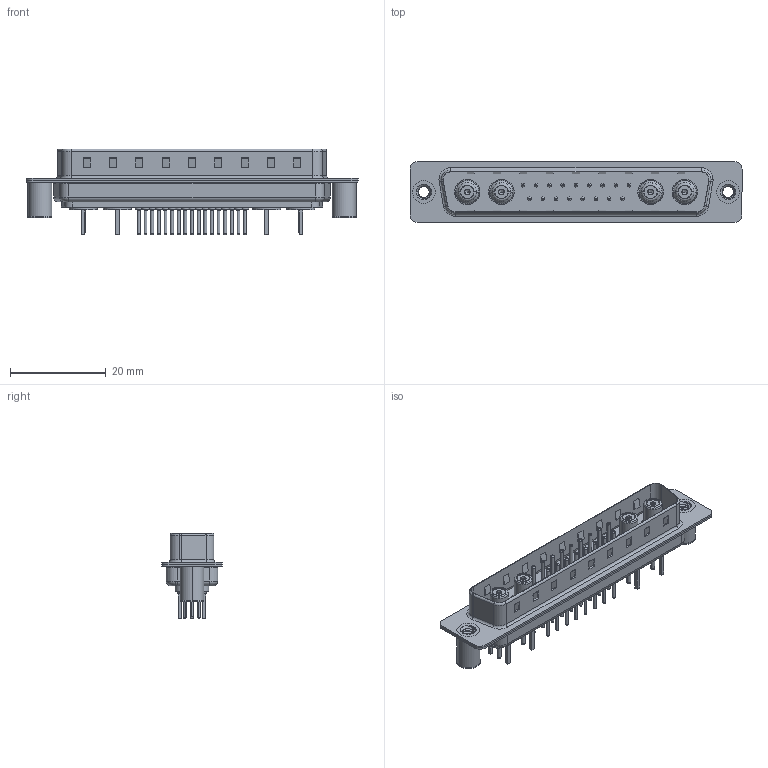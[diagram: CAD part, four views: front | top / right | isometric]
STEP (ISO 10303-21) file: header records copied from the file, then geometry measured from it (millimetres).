
FILE_DESCRIPTION (( 'STEP AP203' ), '1' );
FILE_NAME ('627-21W4624-5N3.STEP', '2019-05-30T19:28:20', ( '' ), ( '' ), 'SwSTEP 2.0', 'SolidWorks 2016', '' );
FILE_SCHEMA (( 'CONFIG_CONTROL_DESIGN' ));
Length unit declared in the file: millimetre
Products named in the file (13): Locking Collar; Socket_Str; 627Combo Housing_21W4; Co-Ax Jack Assy_S; 627Combo Shell Rear_37 Contacts; 627Combo Contact Row 1_24; 627Combo Shell Front_37 Contacts; 627Combo Contact Row 2_24; 627Combo Threaded Board Spacer_3; 627-21W4624-5N3; Co-Ax Jack_Straight PC Tail; Insulator Socket; Insulator Socket 2
Assembly tree (31 placements, depth 3):
  627-21W4624-5N3
    627Combo Housing_21W4
    627Combo Shell Rear_37 Contacts
    627Combo Shell Front_37 Contacts
    627Combo Threaded Board Spacer_3  x2
    Co-Ax Jack Assy_S  x4
      Co-Ax Jack_Straight PC Tail
      Insulator Socket
      Insulator Socket 2
      Locking Collar
      Socket_Str
    627Combo Contact Row 1_24  x9
    627Combo Contact Row 2_24  x8
Bounding box: 69.3 x 12.6 x 17.9 mm (x, y, z)
Volume: 3976.1 mm3; surface area: 11019.1 mm2
Topology: 42 solids, 42 shells, 1519 faces, 3395 edges, 2088 vertices
Faces by surface type: cylinder 591, plane 510, torus 342, cone 54, bspline 14, sphere 8
Entity records: 24651 total; most frequent: CARTESIAN_POINT 5369, DIRECTION 3884, ORIENTED_EDGE 3430, EDGE_CURVE 1715, AXIS2_PLACEMENT_3D 1498, VERTEX_POINT 1087, VECTOR 888, LINE 888
